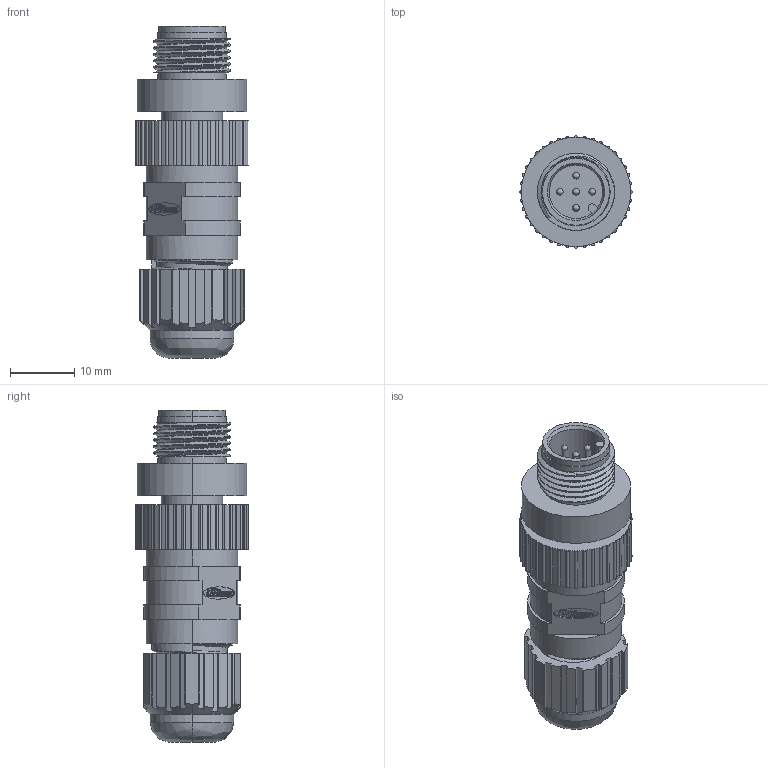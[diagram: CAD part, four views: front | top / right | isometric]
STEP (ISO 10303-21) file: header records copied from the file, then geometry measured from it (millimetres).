
FILE_DESCRIPTION (( 'STEP AP203' ), '1' );
FILE_NAME ('P149.STEP', '2020-03-31T03:53:04', ( 'edpusr' ), ( 'Microsoft' ), 'SwSTEP 2.0', 'SolidWorks 2015', '' );
FILE_SCHEMA (( 'CONFIG_CONTROL_DESIGN' ));
Length unit declared in the file: millimetre
Products named in the file (1): P149
Bounding box: 17.5 x 17.5 x 51.59 mm (x, y, z)
Volume: 6549.9 mm3; surface area: 4954.1 mm2
Topology: 22 solids, 22 shells, 667 faces, 1804 edges, 1190 vertices
Faces by surface type: cylinder 348, plane 296, bspline 18, cone 5
Entity records: 22956 total; most frequent: CARTESIAN_POINT 5856, DIRECTION 3640, ORIENTED_EDGE 3588, EDGE_CURVE 1794, AXIS2_PLACEMENT_3D 1339, VERTEX_POINT 1190, LINE 962, VECTOR 962
